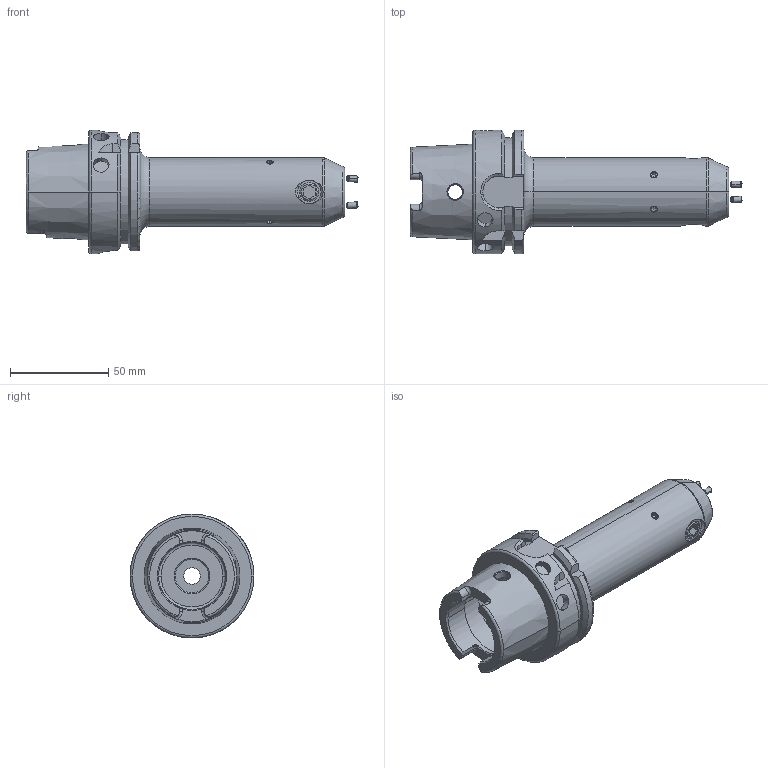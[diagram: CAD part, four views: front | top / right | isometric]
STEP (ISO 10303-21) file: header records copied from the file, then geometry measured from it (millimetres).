
FILE_DESCRIPTION (( 'STEP AP203' ), '1' );
FILE_NAME ('FWA063H-EKH10130.STEP', '2024-01-06T05:20:15', ( '' ), ( '' ), 'SwSTEP 2.0', 'SolidWorks 2023', '' );
FILE_SCHEMA (( 'CONFIG_CONTROL_DESIGN' ));
Length unit declared in the file: millimetre
Products named in the file (6): FWA063H-EKH10130; HSKA63EK10130WW; GS-M10X12-DIN1835-B; GS-M3X5; GS-M4X4_DIN 913 - M4 x 4-N
Assembly tree (11 placements, depth 3):
  FWA063H-EKH10130
    HSKA63EK10130WW
      HSKA63EK10130WW
      GS-M4X4_DIN 913 - M4 x 4-N  x4
      GS-M3X5  x4
      GS-M10X12-DIN1835-B
Bounding box: 168.78 x 63 x 63 mm (x, y, z)
Volume: 170915.4 mm3; surface area: 39026.2 mm2
Topology: 10 solids, 10 shells, 494 faces, 1232 edges, 765 vertices
Faces by surface type: cone 175, plane 153, cylinder 121, torus 29, bspline 14, sphere 2
Entity records: 11689 total; most frequent: CARTESIAN_POINT 4125, ORIENTED_EDGE 1436, DIRECTION 1400, EDGE_CURVE 718, AXIS2_PLACEMENT_3D 556, VERTEX_POINT 450, EDGE_LOOP 322, LINE 288
